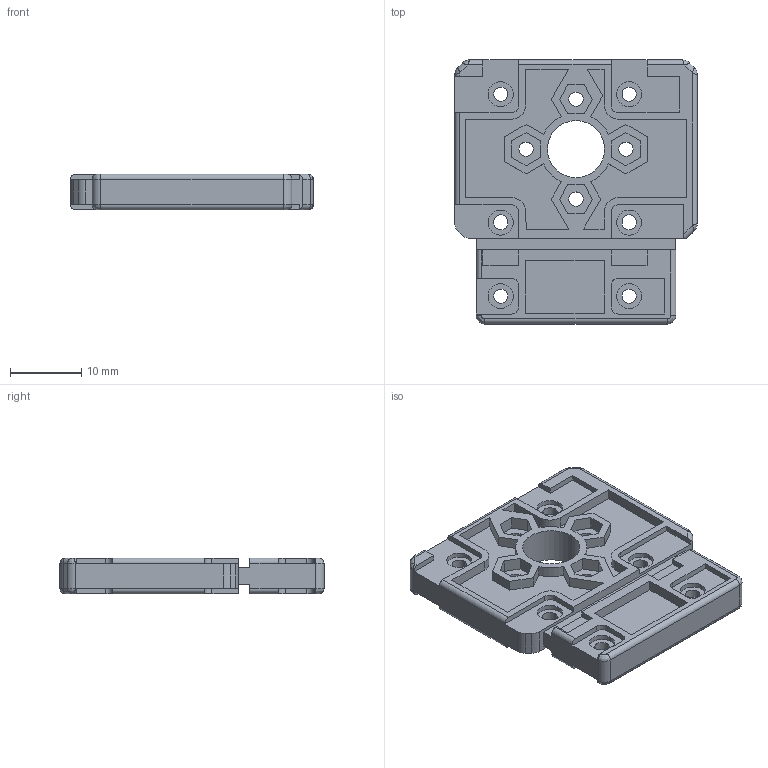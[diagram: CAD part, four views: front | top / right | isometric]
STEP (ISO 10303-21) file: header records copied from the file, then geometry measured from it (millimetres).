
FILE_DESCRIPTION (( 'STEP AP214' ), '1' );
FILE_NAME ('DRB-0005.step', '2015-02-11T17:07:45', ( 'Alexandre' ), ( '' ), 'SwSTEP 2.0', 'SolidWorks 2015', '' );
FILE_SCHEMA (( 'AUTOMOTIVE_DESIGN' ));
Length unit declared in the file: millimetre
Products named in the file (1): DRB-0005
Bounding box: 34 x 37 x 5 mm (x, y, z)
Volume: 3650.8 mm3; surface area: 4262.8 mm2
Topology: 1 solids, 1 shells, 380 faces, 1009 edges, 660 vertices
Faces by surface type: plane 245, cylinder 121, bspline 14
Entity records: 16810 total; most frequent: CARTESIAN_POINT 3044, ORIENTED_EDGE 2018, DIRECTION 1915, EDGE_CURVE 1009, VECTOR 761, LINE 761, VERTEX_POINT 660, AXIS2_PLACEMENT_3D 577
